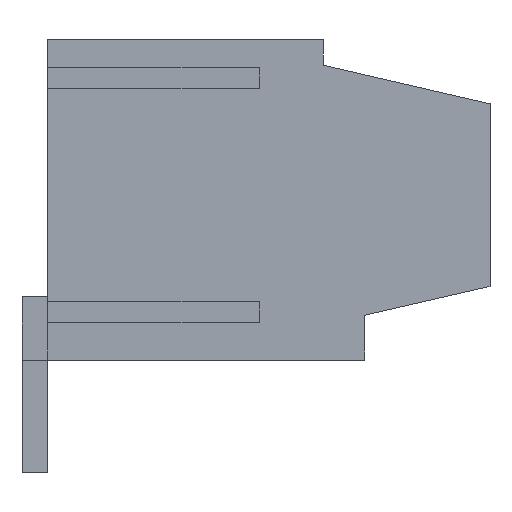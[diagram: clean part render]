
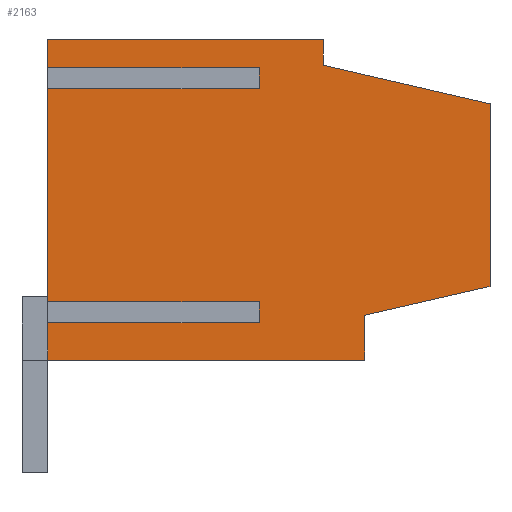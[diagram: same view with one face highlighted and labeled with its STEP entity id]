
A CAD part, left-side view. The second image highlights one B-rep face of the part: STEP entity #2163.
In plain terms, the highlighted planar face has unit normal (-1, 0, 0).
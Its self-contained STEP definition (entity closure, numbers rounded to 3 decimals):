
#2100=AXIS2_PLACEMENT_3D('Plane Axis2P3D',#2097,#2098,#2099) ;
#1158=CARTESIAN_POINT('Vertex',(0.,13.8,3.5)) ;
#1161=CARTESIAN_POINT('Line Origine',(0.,13.8,4.088)) ;
#1165=CARTESIAN_POINT('Vertex',(0.,13.8,4.675)) ;
#1186=CARTESIAN_POINT('Vertex',(0.,13.8,5.325)) ;
#1189=CARTESIAN_POINT('Line Origine',(0.,13.8,8.65)) ;
#1193=CARTESIAN_POINT('Vertex',(0.,13.8,11.975)) ;
#1214=CARTESIAN_POINT('Vertex',(0.,13.8,12.625)) ;
#1217=CARTESIAN_POINT('Line Origine',(0.,13.8,13.062)) ;
#1221=CARTESIAN_POINT('Vertex',(0.,13.8,13.5)) ;
#1650=CARTESIAN_POINT('Line Origine',(0.,9.5,13.5)) ;
#1654=CARTESIAN_POINT('Vertex',(0.,5.2,13.5)) ;
#1743=CARTESIAN_POINT('Line Origine',(0.,5.2,13.1)) ;
#1747=CARTESIAN_POINT('Vertex',(0.,5.2,12.7)) ;
#1768=CARTESIAN_POINT('Line Origine',(0.,2.6,12.1)) ;
#1772=CARTESIAN_POINT('Vertex',(0.,0.,11.499)) ;
#1793=CARTESIAN_POINT('Line Origine',(0.,0.,8.65)) ;
#1797=CARTESIAN_POINT('Vertex',(0.,0.,5.8)) ;
#1854=CARTESIAN_POINT('Line Origine',(0.,1.95,5.35)) ;
#1858=CARTESIAN_POINT('Vertex',(0.,3.9,4.9)) ;
#1989=CARTESIAN_POINT('Vertex',(0.,3.9,3.5)) ;
#1992=CARTESIAN_POINT('Line Origine',(0.,8.85,3.5)) ;
#2097=CARTESIAN_POINT('Axis2P3D Location',(0.,14.6,0.)) ;
#2102=CARTESIAN_POINT('Line Origine',(0.,10.5,5.325)) ;
#2106=CARTESIAN_POINT('Vertex',(0.,7.2,5.325)) ;
#2109=CARTESIAN_POINT('Line Origine',(0.,7.2,5.)) ;
#2113=CARTESIAN_POINT('Vertex',(0.,7.2,4.675)) ;
#2116=CARTESIAN_POINT('Line Origine',(0.,10.5,4.675)) ;
#2121=CARTESIAN_POINT('Line Origine',(0.,3.9,4.2)) ;
#2126=CARTESIAN_POINT('Line Origine',(0.,10.5,12.625)) ;
#2130=CARTESIAN_POINT('Vertex',(0.,7.2,12.625)) ;
#2133=CARTESIAN_POINT('Line Origine',(0.,7.2,12.3)) ;
#2137=CARTESIAN_POINT('Vertex',(0.,7.2,11.975)) ;
#2140=CARTESIAN_POINT('Line Origine',(0.,10.5,11.975)) ;
#1162=DIRECTION('Vector Direction',(0.,0.,-1.)) ;
#1190=DIRECTION('Vector Direction',(0.,0.,-1.)) ;
#1218=DIRECTION('Vector Direction',(0.,0.,-1.)) ;
#1651=DIRECTION('Vector Direction',(0.,1.,0.)) ;
#1744=DIRECTION('Vector Direction',(0.,0.,1.)) ;
#1769=DIRECTION('Vector Direction',(0.,0.974,0.225)) ;
#1794=DIRECTION('Vector Direction',(0.,0.,1.)) ;
#1855=DIRECTION('Vector Direction',(0.,-0.974,0.225)) ;
#1993=DIRECTION('Vector Direction',(0.,-1.,0.)) ;
#2098=DIRECTION('Axis2P3D Direction',(-1.,0.,0.)) ;
#2099=DIRECTION('Axis2P3D XDirection',(0.,-1.,0.)) ;
#2103=DIRECTION('Vector Direction',(0.,-1.,0.)) ;
#2110=DIRECTION('Vector Direction',(0.,0.,-1.)) ;
#2117=DIRECTION('Vector Direction',(0.,-1.,0.)) ;
#2122=DIRECTION('Vector Direction',(0.,0.,1.)) ;
#2127=DIRECTION('Vector Direction',(0.,-1.,0.)) ;
#2134=DIRECTION('Vector Direction',(0.,0.,-1.)) ;
#2141=DIRECTION('Vector Direction',(0.,-1.,0.)) ;
#1163=VECTOR('Line Direction',#1162,1.) ;
#1191=VECTOR('Line Direction',#1190,1.) ;
#1219=VECTOR('Line Direction',#1218,1.) ;
#1652=VECTOR('Line Direction',#1651,1.) ;
#1745=VECTOR('Line Direction',#1744,1.) ;
#1770=VECTOR('Line Direction',#1769,1.) ;
#1795=VECTOR('Line Direction',#1794,1.) ;
#1856=VECTOR('Line Direction',#1855,1.) ;
#1994=VECTOR('Line Direction',#1993,1.) ;
#2104=VECTOR('Line Direction',#2103,1.) ;
#2111=VECTOR('Line Direction',#2110,1.) ;
#2118=VECTOR('Line Direction',#2117,1.) ;
#2123=VECTOR('Line Direction',#2122,1.) ;
#2128=VECTOR('Line Direction',#2127,1.) ;
#2135=VECTOR('Line Direction',#2134,1.) ;
#2142=VECTOR('Line Direction',#2141,1.) ;
#2146=ORIENTED_EDGE('',*,*,#1195,.T.) ;
#2147=ORIENTED_EDGE('',*,*,#2108,.T.) ;
#2148=ORIENTED_EDGE('',*,*,#2115,.T.) ;
#2149=ORIENTED_EDGE('',*,*,#2120,.F.) ;
#2150=ORIENTED_EDGE('',*,*,#1167,.T.) ;
#2151=ORIENTED_EDGE('',*,*,#1996,.T.) ;
#2152=ORIENTED_EDGE('',*,*,#2125,.T.) ;
#2153=ORIENTED_EDGE('',*,*,#1860,.T.) ;
#2154=ORIENTED_EDGE('',*,*,#1799,.T.) ;
#2155=ORIENTED_EDGE('',*,*,#1774,.T.) ;
#2156=ORIENTED_EDGE('',*,*,#1749,.T.) ;
#2157=ORIENTED_EDGE('',*,*,#1656,.T.) ;
#2158=ORIENTED_EDGE('',*,*,#1223,.T.) ;
#2159=ORIENTED_EDGE('',*,*,#2132,.T.) ;
#2160=ORIENTED_EDGE('',*,*,#2139,.T.) ;
#2161=ORIENTED_EDGE('',*,*,#2144,.F.) ;
#2163=ADVANCED_FACE('HOUSING',(#2162),#2101,.T.) ;
#1167=EDGE_CURVE('',#1166,#1159,#1164,.T.) ;
#1195=EDGE_CURVE('',#1194,#1187,#1192,.T.) ;
#1223=EDGE_CURVE('',#1222,#1215,#1220,.T.) ;
#1656=EDGE_CURVE('',#1655,#1222,#1653,.T.) ;
#1749=EDGE_CURVE('',#1748,#1655,#1746,.T.) ;
#1774=EDGE_CURVE('',#1773,#1748,#1771,.T.) ;
#1799=EDGE_CURVE('',#1798,#1773,#1796,.T.) ;
#1860=EDGE_CURVE('',#1859,#1798,#1857,.T.) ;
#1996=EDGE_CURVE('',#1159,#1990,#1995,.T.) ;
#2108=EDGE_CURVE('',#1187,#2107,#2105,.T.) ;
#2115=EDGE_CURVE('',#2107,#2114,#2112,.T.) ;
#2120=EDGE_CURVE('',#1166,#2114,#2119,.T.) ;
#2125=EDGE_CURVE('',#1990,#1859,#2124,.T.) ;
#2132=EDGE_CURVE('',#1215,#2131,#2129,.T.) ;
#2139=EDGE_CURVE('',#2131,#2138,#2136,.T.) ;
#2144=EDGE_CURVE('',#1194,#2138,#2143,.T.) ;
#2145=EDGE_LOOP('',(#2146,#2147,#2148,#2149,#2150,#2151,#2152,#2153,#2154,#2155,#2156,#2157,#2158,#2159,#2160,#2161)) ;
#2162=FACE_OUTER_BOUND('',#2145,.T.) ;
#1164=LINE('Line',#1161,#1163) ;
#1192=LINE('Line',#1189,#1191) ;
#1220=LINE('Line',#1217,#1219) ;
#1653=LINE('Line',#1650,#1652) ;
#1746=LINE('Line',#1743,#1745) ;
#1771=LINE('Line',#1768,#1770) ;
#1796=LINE('Line',#1793,#1795) ;
#1857=LINE('Line',#1854,#1856) ;
#1995=LINE('Line',#1992,#1994) ;
#2105=LINE('Line',#2102,#2104) ;
#2112=LINE('Line',#2109,#2111) ;
#2119=LINE('Line',#2116,#2118) ;
#2124=LINE('Line',#2121,#2123) ;
#2129=LINE('Line',#2126,#2128) ;
#2136=LINE('Line',#2133,#2135) ;
#2143=LINE('Line',#2140,#2142) ;
#2101=PLANE('',#2100) ;
#1159=VERTEX_POINT('',#1158) ;
#1166=VERTEX_POINT('',#1165) ;
#1187=VERTEX_POINT('',#1186) ;
#1194=VERTEX_POINT('',#1193) ;
#1215=VERTEX_POINT('',#1214) ;
#1222=VERTEX_POINT('',#1221) ;
#1655=VERTEX_POINT('',#1654) ;
#1748=VERTEX_POINT('',#1747) ;
#1773=VERTEX_POINT('',#1772) ;
#1798=VERTEX_POINT('',#1797) ;
#1859=VERTEX_POINT('',#1858) ;
#1990=VERTEX_POINT('',#1989) ;
#2107=VERTEX_POINT('',#2106) ;
#2114=VERTEX_POINT('',#2113) ;
#2131=VERTEX_POINT('',#2130) ;
#2138=VERTEX_POINT('',#2137) ;
